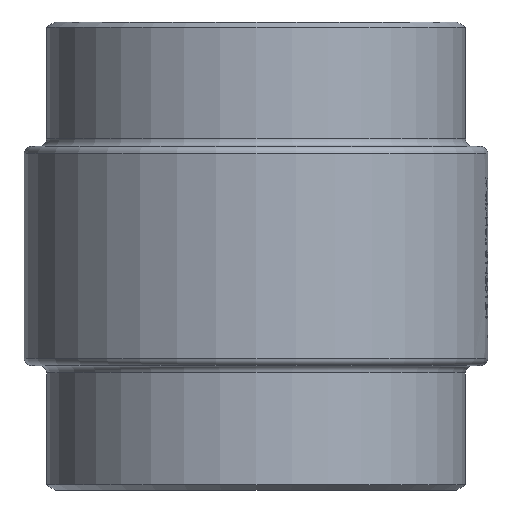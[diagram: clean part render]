
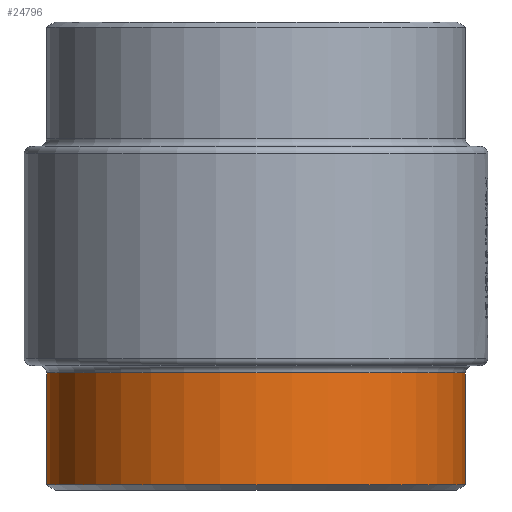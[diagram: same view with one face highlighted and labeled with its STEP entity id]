
A CAD part, front view. The second image highlights one B-rep face of the part: STEP entity #24796.
In plain terms, the highlighted cylindrical face has radius 84.15 mm (diameter 168.3 mm), a partial arc.
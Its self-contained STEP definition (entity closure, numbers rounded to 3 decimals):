
#1001 = VERTEX_POINT ( 'NONE', #26470 ) ;
#1019 = VERTEX_POINT ( 'NONE', #19631 ) ;
#1325 = LINE ( 'NONE', #7317, #2577 ) ;
#1756 = ORIENTED_EDGE ( 'NONE', *, *, #22799, .F. ) ;
#2577 = VECTOR ( 'NONE', #9796, 1000. ) ;
#2767 = AXIS2_PLACEMENT_3D ( 'NONE', #18219, #3981, #10005 ) ;
#3009 = DIRECTION ( 'NONE',  ( 0., 0., 1. ) ) ;
#3981 = DIRECTION ( 'NONE',  ( 0., 0., -1. ) ) ;
#4828 = AXIS2_PLACEMENT_3D ( 'NONE', #15351, #3009, #7226 ) ;
#5471 = CARTESIAN_POINT ( 'NONE',  ( 0., 0., -141. ) ) ;
#6015 = EDGE_CURVE ( 'NONE', #1001, #1019, #1325, .T. ) ;
#7226 = DIRECTION ( 'NONE',  ( 1., 0., 0. ) ) ;
#7317 = CARTESIAN_POINT ( 'NONE',  ( -84.15, 0., -188. ) ) ;
#8459 = CIRCLE ( 'NONE', #19814, 84.15 ) ;
#9122 = CARTESIAN_POINT ( 'NONE',  ( 84.15, 0., -141. ) ) ;
#9438 = DIRECTION ( 'NONE',  ( 1., 0., 0. ) ) ;
#9440 = VERTEX_POINT ( 'NONE', #9122 ) ;
#9796 = DIRECTION ( 'NONE',  ( 0., 0., -1. ) ) ;
#10005 = DIRECTION ( 'NONE',  ( 1., 0., 0. ) ) ;
#10123 = CARTESIAN_POINT ( 'NONE',  ( 84.15, 0., -188. ) ) ;
#15351 = CARTESIAN_POINT ( 'NONE',  ( 0., 0., -185.979 ) ) ;
#15488 = DIRECTION ( 'NONE',  ( 0., 0., -1. ) ) ;
#16301 = LINE ( 'NONE', #10123, #25482 ) ;
#16648 = VERTEX_POINT ( 'NONE', #17334 ) ;
#17334 = CARTESIAN_POINT ( 'NONE',  ( 84.15, 0., -185.979 ) ) ;
#18069 = EDGE_CURVE ( 'NONE', #9440, #1001, #8459, .T. ) ;
#18219 = CARTESIAN_POINT ( 'NONE',  ( 0., 0., -188. ) ) ;
#18481 = ORIENTED_EDGE ( 'NONE', *, *, #18069, .T. ) ;
#18521 = EDGE_LOOP ( 'NONE', ( #18481, #22833, #21865, #1756 ) ) ;
#19631 = CARTESIAN_POINT ( 'NONE',  ( -84.15, 0., -185.979 ) ) ;
#19681 = CIRCLE ( 'NONE', #4828, 84.15 ) ;
#19814 = AXIS2_PLACEMENT_3D ( 'NONE', #5471, #15488, #9438 ) ;
#20644 = EDGE_CURVE ( 'NONE', #1019, #16648, #19681, .T. ) ;
#20663 = DIRECTION ( 'NONE',  ( 0., 0., -1. ) ) ;
#20826 = CYLINDRICAL_SURFACE ( 'NONE', #2767, 84.15 ) ;
#21865 = ORIENTED_EDGE ( 'NONE', *, *, #20644, .T. ) ;
#22799 = EDGE_CURVE ( 'NONE', #9440, #16648, #16301, .T. ) ;
#22833 = ORIENTED_EDGE ( 'NONE', *, *, #6015, .T. ) ;
#24511 = FACE_OUTER_BOUND ( 'NONE', #18521, .T. ) ;
#24796 = ADVANCED_FACE ( 'NONE', ( #24511 ), #20826, .T. ) ;
#25482 = VECTOR ( 'NONE', #20663, 1000. ) ;
#26470 = CARTESIAN_POINT ( 'NONE',  ( -84.15, 0., -141. ) ) ;
